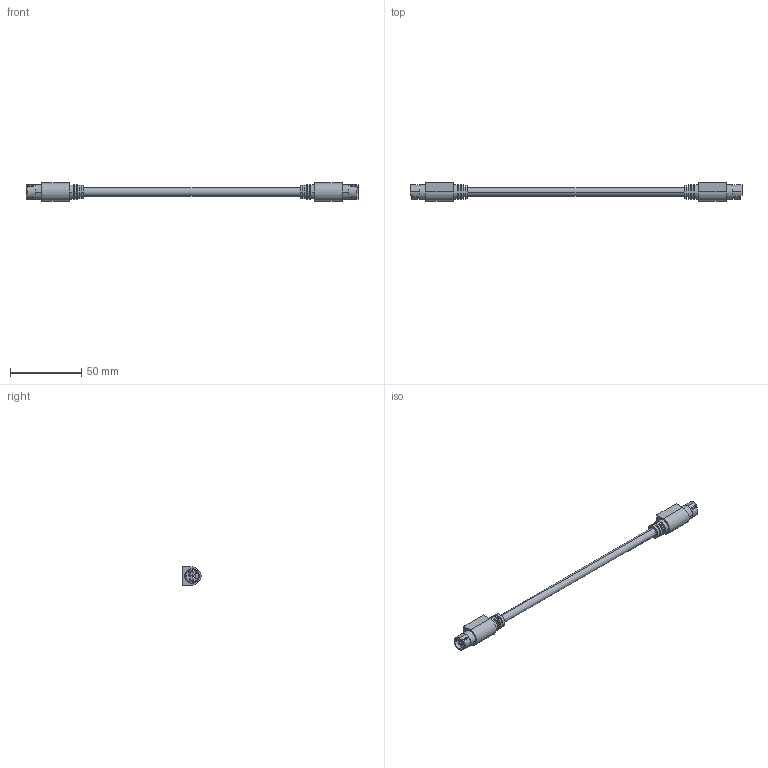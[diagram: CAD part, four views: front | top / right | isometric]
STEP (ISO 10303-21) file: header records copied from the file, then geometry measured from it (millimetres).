
FILE_DESCRIPTION (( 'STEP AP203' ), '1' );
FILE_NAME ('CSMD8MM-3.STEP', '2006-07-20T16:13:06', ( 'L-COM' ), ( 'L-COM' ), 'SwSTEP 2.0', 'SolidWorks 2006004', '' );
FILE_SCHEMA (( 'CONFIG_CONTROL_DESIGN' ));
Length unit declared in the file: inch
Products named in the file (5): CSMD8-MA1; CSMD8MM-3; 3AB07-042; MTN-120; 3AB07-005-MA1
Assembly tree (5 placements, depth 3):
  CSMD8MM-3
    CSMD8-MA1
    3AB07-042  x2
      3AB07-005-MA1
      MTN-120
Bounding box: 233.61 x 12.7 x 12.7 mm (x, y, z)
Volume: 12266.5 mm3; surface area: 7875.1 mm2
Topology: 5 solids, 5 shells, 1266 faces, 3674 edges, 2468 vertices
Faces by surface type: plane 1000, bspline 120, cylinder 102, torus 40, cone 4
Entity records: 28024 total; most frequent: CARTESIAN_POINT 10976, ORIENTED_EDGE 3680, DIRECTION 3034, EDGE_CURVE 1840, VECTOR 1508, LINE 1508, VERTEX_POINT 1236, AXIS2_PLACEMENT_3D 763
